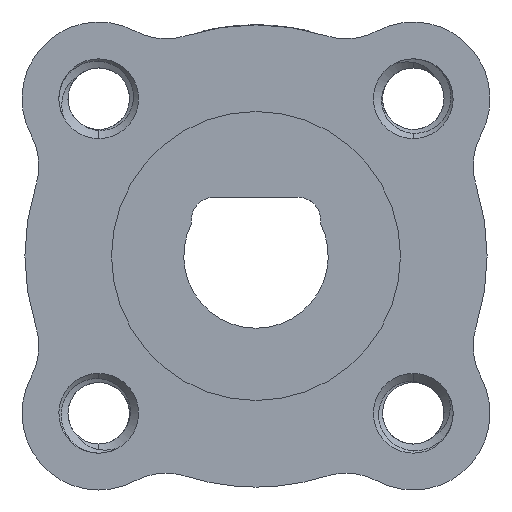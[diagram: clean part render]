
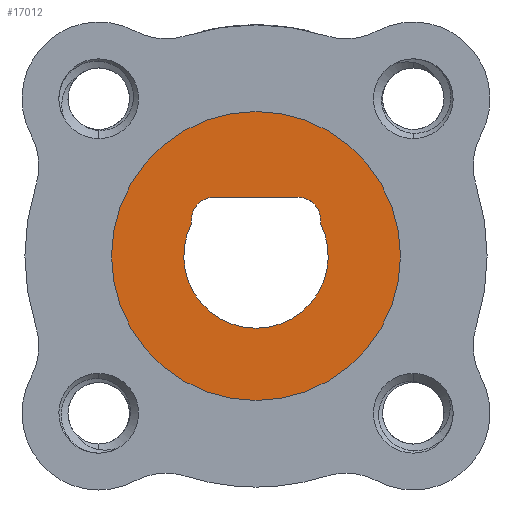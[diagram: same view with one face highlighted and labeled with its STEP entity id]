
A CAD part, front view. The second image highlights one B-rep face of the part: STEP entity #17012.
In plain terms, the highlighted planar face has unit normal (0, -1, 0).
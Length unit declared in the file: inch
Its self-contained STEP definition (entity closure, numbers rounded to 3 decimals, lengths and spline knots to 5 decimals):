
#1073 = EDGE_CURVE ( 'NONE', #9931, #12853, #14433, .T. ) ;
#1098 = VERTEX_POINT ( 'NONE', #18572 ) ;
#1651 = DIRECTION ( 'NONE',  ( 0., -1., 0. ) ) ;
#1657 = ORIENTED_EDGE ( 'NONE', *, *, #6758, .F. ) ;
#1813 = AXIS2_PLACEMENT_3D ( 'NONE', #5558, #11340, #2482 ) ;
#1864 = CARTESIAN_POINT ( 'NONE',  ( -0.11147, 0., 0.05657 ) ) ;
#2041 = DIRECTION ( 'NONE',  ( 0., 0., 1. ) ) ;
#2482 = DIRECTION ( 'NONE',  ( 0., 0., 1. ) ) ;
#2534 = CIRCLE ( 'NONE', #8618, 0.03937 ) ;
#2610 = AXIS2_PLACEMENT_3D ( 'NONE', #14711, #13167, #5750 ) ;
#2768 = CARTESIAN_POINT ( 'NONE',  ( 0.11147, 0., 0.05657 ) ) ;
#3744 = AXIS2_PLACEMENT_3D ( 'NONE', #15624, #8058, #2041 ) ;
#4372 = EDGE_CURVE ( 'NONE', #9931, #18082, #2534, .T. ) ;
#4698 = ORIENTED_EDGE ( 'NONE', *, *, #1073, .T. ) ;
#5219 = FACE_BOUND ( 'NONE', #16573, .T. ) ;
#5491 = DIRECTION ( 'NONE',  ( 0., 0., 1. ) ) ;
#5558 = CARTESIAN_POINT ( 'NONE',  ( 0.07254, 0., 0.06243 ) ) ;
#5571 = CARTESIAN_POINT ( 'NONE',  ( 0., 0., 0. ) ) ;
#5750 = DIRECTION ( 'NONE',  ( 0., 0., 1. ) ) ;
#5996 = CARTESIAN_POINT ( 'NONE',  ( 0.07254, 0., 0.1018 ) ) ;
#6010 = EDGE_CURVE ( 'NONE', #9145, #1098, #7167, .T. ) ;
#6758 = EDGE_CURVE ( 'NONE', #1098, #9145, #12091, .T. ) ;
#7167 = CIRCLE ( 'NONE', #3744, 0.25 ) ;
#8058 = DIRECTION ( 'NONE',  ( 0., 1., 0. ) ) ;
#8215 = VERTEX_POINT ( 'NONE', #2768 ) ;
#8618 = AXIS2_PLACEMENT_3D ( 'NONE', #12118, #1651, #9230 ) ;
#9145 = VERTEX_POINT ( 'NONE', #15253 ) ;
#9186 = ORIENTED_EDGE ( 'NONE', *, *, #6010, .F. ) ;
#9230 = DIRECTION ( 'NONE',  ( 0., 0., -1. ) ) ;
#9559 = EDGE_CURVE ( 'NONE', #8215, #18082, #18673, .T. ) ;
#9570 = CARTESIAN_POINT ( 'NONE',  ( -0.07254, 0., 0.1018 ) ) ;
#9931 = VERTEX_POINT ( 'NONE', #18999 ) ;
#11340 = DIRECTION ( 'NONE',  ( 0., -1., 0. ) ) ;
#12091 = CIRCLE ( 'NONE', #18894, 0.25 ) ;
#12118 = CARTESIAN_POINT ( 'NONE',  ( -0.07254, 0., 0.06243 ) ) ;
#12610 = EDGE_CURVE ( 'NONE', #8215, #12853, #12792, .T. ) ;
#12792 = CIRCLE ( 'NONE', #1813, 0.03937 ) ;
#12853 = VERTEX_POINT ( 'NONE', #5996 ) ;
#12938 = FACE_OUTER_BOUND ( 'NONE', #14241, .T. ) ;
#13167 = DIRECTION ( 'NONE',  ( 0., 1., 0. ) ) ;
#13213 = AXIS2_PLACEMENT_3D ( 'NONE', #5571, #17663, #17727 ) ;
#13968 = VECTOR ( 'NONE', #17065, 39.37008 ) ;
#14241 = EDGE_LOOP ( 'NONE', ( #1657, #9186 ) ) ;
#14433 = LINE ( 'NONE', #9570, #13968 ) ;
#14448 = DIRECTION ( 'NONE',  ( 0., 1., 0. ) ) ;
#14711 = CARTESIAN_POINT ( 'NONE',  ( 0., 0., 0. ) ) ;
#14770 = PLANE ( 'NONE',  #2610 ) ;
#14978 = ORIENTED_EDGE ( 'NONE', *, *, #12610, .F. ) ;
#15253 = CARTESIAN_POINT ( 'NONE',  ( 0., 0., 0.25 ) ) ;
#15624 = CARTESIAN_POINT ( 'NONE',  ( 0., 0., 0. ) ) ;
#16573 = EDGE_LOOP ( 'NONE', ( #4698, #14978, #17867, #19203 ) ) ;
#17012 = ADVANCED_FACE ( 'NONE', ( #5219, #12938 ), #14770, .F. ) ;
#17065 = DIRECTION ( 'NONE',  ( 1., 0., 0. ) ) ;
#17493 = CARTESIAN_POINT ( 'NONE',  ( 0., 0., 0. ) ) ;
#17663 = DIRECTION ( 'NONE',  ( 0., 1., 0. ) ) ;
#17727 = DIRECTION ( 'NONE',  ( 0., 0., 1. ) ) ;
#17867 = ORIENTED_EDGE ( 'NONE', *, *, #9559, .T. ) ;
#18082 = VERTEX_POINT ( 'NONE', #1864 ) ;
#18572 = CARTESIAN_POINT ( 'NONE',  ( 0., 0., -0.25 ) ) ;
#18673 = CIRCLE ( 'NONE', #13213, 0.125 ) ;
#18894 = AXIS2_PLACEMENT_3D ( 'NONE', #17493, #14448, #5491 ) ;
#18999 = CARTESIAN_POINT ( 'NONE',  ( -0.07254, 0., 0.1018 ) ) ;
#19203 = ORIENTED_EDGE ( 'NONE', *, *, #4372, .F. ) ;
